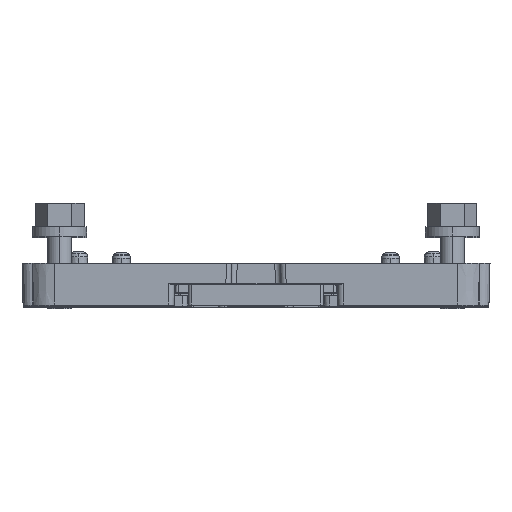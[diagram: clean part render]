
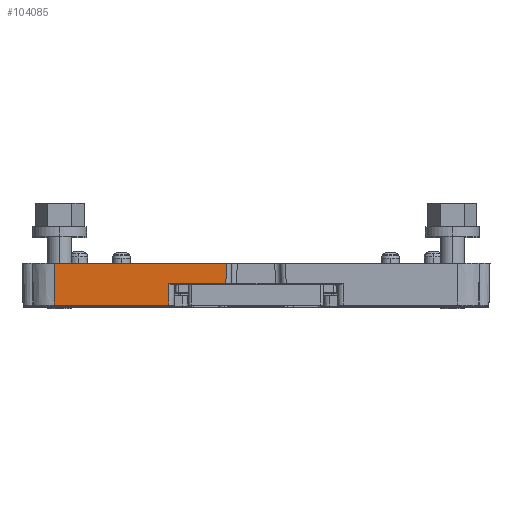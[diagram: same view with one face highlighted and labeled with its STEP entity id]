
A CAD part, top view. The second image highlights one B-rep face of the part: STEP entity #104085.
In plain terms, the highlighted planar face has unit normal (0, -0.026, 1).
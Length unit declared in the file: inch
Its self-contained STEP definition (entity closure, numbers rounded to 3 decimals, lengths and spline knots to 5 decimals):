
#552 = ORIENTED_EDGE ( 'NONE', *, *, #2521, .T. ) ;
#2521 = EDGE_CURVE ( 'NONE', #71626, #90122, #30019, .T. ) ;
#2766 = VERTEX_POINT ( 'NONE', #65844 ) ;
#4342 = DIRECTION ( 'NONE',  ( -1., 0., 0. ) ) ;
#5735 = B_SPLINE_CURVE_WITH_KNOTS ( 'NONE', 3,
 ( #32773, #9019, #88388, #76983 ),
 .UNSPECIFIED., .F., .F.,
 ( 4, 4 ),
 ( 0., 1. ),
 .UNSPECIFIED. ) ;
#9019 = CARTESIAN_POINT ( 'NONE',  ( -0.63647, 0., 0. ) ) ;
#14437 = CARTESIAN_POINT ( 'NONE',  ( -0.22044, -0.14981, -0.00392 ) ) ;
#18659 = CARTESIAN_POINT ( 'NONE',  ( -0.22044, -0.14981, -0.00392 ) ) ;
#19839 = CARTESIAN_POINT ( 'NONE',  ( -0.63818, -0.20231, -0.0053 ) ) ;
#24303 = AXIS2_PLACEMENT_3D ( 'NONE', #129098, #61082, #140539 ) ;
#25311 = VERTEX_POINT ( 'NONE', #92210 ) ;
#28797 = PLANE ( 'NONE',  #24303 ) ;
#30019 = B_SPLINE_CURVE_WITH_KNOTS ( 'NONE', 3,
 ( #18659, #40546, #119955, #50938 ),
 .UNSPECIFIED., .F., .F.,
 ( 4, 4 ),
 ( 0., 1. ),
 .UNSPECIFIED. ) ;
#32773 = CARTESIAN_POINT ( 'NONE',  ( -0.21652, 0., 0. ) ) ;
#33420 = ORIENTED_EDGE ( 'NONE', *, *, #131077, .T. ) ;
#35781 = VECTOR ( 'NONE', #4342, 39.37008 ) ;
#37313 = EDGE_CURVE ( 'NONE', #2766, #93230, #96306, .T. ) ;
#40546 = CARTESIAN_POINT ( 'NONE',  ( -0.21914, -0.09987, -0.00262 ) ) ;
#44388 = DIRECTION ( 'NONE',  ( 1., 0., 0. ) ) ;
#50170 = B_SPLINE_CURVE_WITH_KNOTS ( 'NONE', 3,
 ( #133519, #64050, #19839, #65526 ),
 .UNSPECIFIED., .F., .F.,
 ( 4, 4 ),
 ( 0., 1. ),
 .UNSPECIFIED. ) ;
#50938 = CARTESIAN_POINT ( 'NONE',  ( -0.21652, 0., 0. ) ) ;
#61082 = DIRECTION ( 'NONE',  ( 0., -0.026, 1. ) ) ;
#64050 = CARTESIAN_POINT ( 'NONE',  ( -0.63864, -0.2548, -0.00667 ) ) ;
#65526 = CARTESIAN_POINT ( 'NONE',  ( -0.63772, -0.14981, -0.00392 ) ) ;
#65844 = CARTESIAN_POINT ( 'NONE',  ( -1.47638, 0., 0. ) ) ;
#71254 = CARTESIAN_POINT ( 'NONE',  ( -1.47638, 0., 0. ) ) ;
#71568 = VECTOR ( 'NONE', #44388, 39.37008 ) ;
#71626 = VERTEX_POINT ( 'NONE', #14437 ) ;
#76983 = CARTESIAN_POINT ( 'NONE',  ( -1.47638, 0., 0. ) ) ;
#81795 = CARTESIAN_POINT ( 'NONE',  ( 1.49184, -0.14981, -0.00392 ) ) ;
#82142 = CARTESIAN_POINT ( 'NONE',  ( -1.47638, -0.30729, -0.00805 ) ) ;
#87884 = CARTESIAN_POINT ( 'NONE',  ( -0.63772, -0.14981, -0.00392 ) ) ;
#88388 = CARTESIAN_POINT ( 'NONE',  ( -1.05643, 0., 0. ) ) ;
#88637 = EDGE_CURVE ( 'NONE', #71626, #95284, #145866, .T. ) ;
#90122 = VERTEX_POINT ( 'NONE', #99553 ) ;
#92210 = CARTESIAN_POINT ( 'NONE',  ( -0.6391, -0.30729, -0.00805 ) ) ;
#93230 = VERTEX_POINT ( 'NONE', #82142 ) ;
#95284 = VERTEX_POINT ( 'NONE', #87884 ) ;
#96306 = LINE ( 'NONE', #71254, #119403 ) ;
#96326 = EDGE_CURVE ( 'NONE', #93230, #25311, #140805, .T. ) ;
#99553 = CARTESIAN_POINT ( 'NONE',  ( -0.21652, 0., 0. ) ) ;
#104085 = ADVANCED_FACE ( 'NONE', ( #111812 ), #28797, .T. ) ;
#104141 = EDGE_CURVE ( 'NONE', #25311, #95284, #50170, .T. ) ;
#111812 = FACE_OUTER_BOUND ( 'NONE', #112618, .T. ) ;
#112618 = EDGE_LOOP ( 'NONE', ( #552, #33420, #142524, #144791, #131777, #140471 ) ) ;
#119403 = VECTOR ( 'NONE', #128335, 39.37008 ) ;
#119955 = CARTESIAN_POINT ( 'NONE',  ( -0.21783, -0.04994, -0.00131 ) ) ;
#128335 = DIRECTION ( 'NONE',  ( 0., -1., -0.026 ) ) ;
#129098 = CARTESIAN_POINT ( 'NONE',  ( 1.69911, 0., 0. ) ) ;
#131077 = EDGE_CURVE ( 'NONE', #90122, #2766, #5735, .T. ) ;
#131777 = ORIENTED_EDGE ( 'NONE', *, *, #104141, .T. ) ;
#133519 = CARTESIAN_POINT ( 'NONE',  ( -0.6391, -0.30729, -0.00805 ) ) ;
#134724 = CARTESIAN_POINT ( 'NONE',  ( 1.69911, -0.30729, -0.00805 ) ) ;
#140471 = ORIENTED_EDGE ( 'NONE', *, *, #88637, .F. ) ;
#140539 = DIRECTION ( 'NONE',  ( 0., -1., -0.026 ) ) ;
#140805 = LINE ( 'NONE', #134724, #71568 ) ;
#142524 = ORIENTED_EDGE ( 'NONE', *, *, #37313, .T. ) ;
#144791 = ORIENTED_EDGE ( 'NONE', *, *, #96326, .T. ) ;
#145866 = LINE ( 'NONE', #81795, #35781 ) ;
